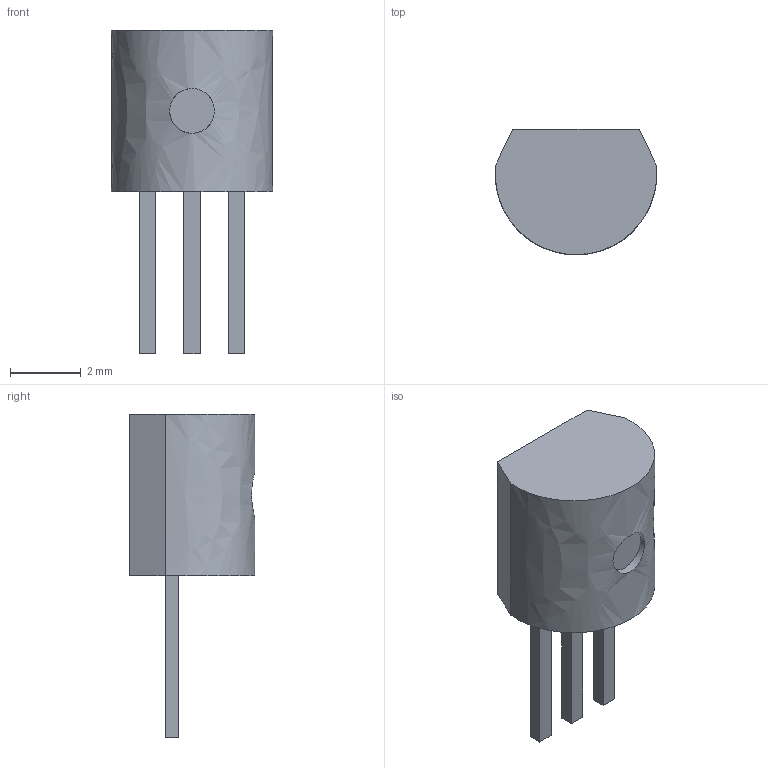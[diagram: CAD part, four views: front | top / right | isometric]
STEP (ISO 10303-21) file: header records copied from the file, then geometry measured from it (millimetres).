
FILE_DESCRIPTION(/* description */ (''),/* implementation_level */ '2;1');
FILE_NAME(/* name */ 'TO-92',/* time_stamp */ '2017-03-18T17:44:58+01:00',/* author */ (''),/* organization */ (''),/* preprocessor_version */ 'ST-DEVELOPER v14',/* originating_system */ '',/* authorisation */ '');
FILE_SCHEMA (('AUTOMOTIVE_DESIGN'));
Length unit declared in the file: millimetre
Products named in the file (1): Document
Bounding box: 4.58 x 3.56 x 9.18 mm (x, y, z)
Volume: 64.1 mm3; surface area: 114.2 mm2
Topology: 4 solids, 4 shells, 27 faces, 54 edges, 36 vertices
Faces by surface type: plane 21, bspline 6
Entity records: 736 total; most frequent: CARTESIAN_POINT 287, ORIENTED_EDGE 108, EDGE_CURVE 54, B_SPLINE_CURVE_WITH_KNOTS 38, VERTEX_POINT 36, EDGE_LOOP 28, ADVANCED_FACE 27, FACE_OUTER_BOUND 27
